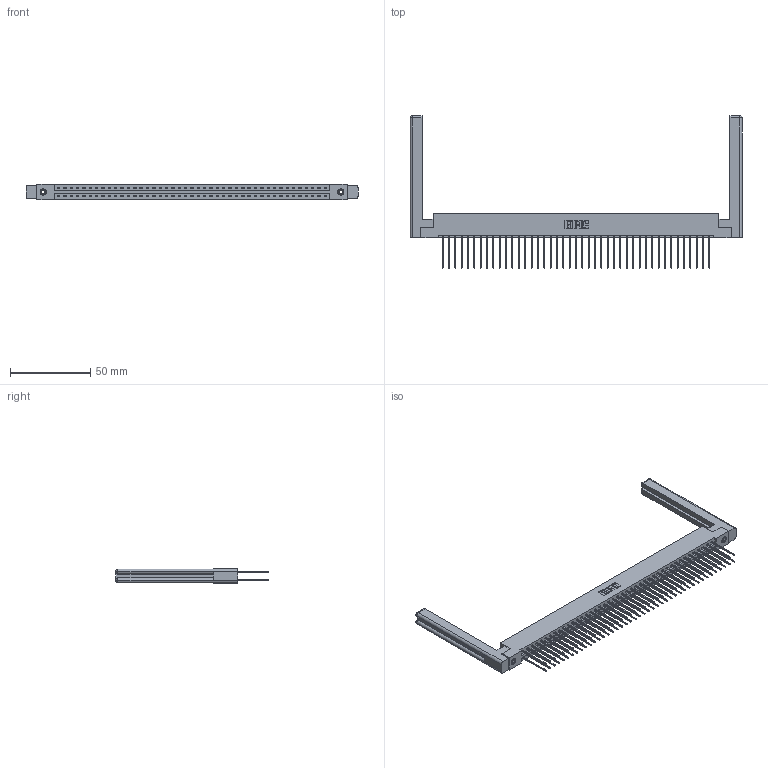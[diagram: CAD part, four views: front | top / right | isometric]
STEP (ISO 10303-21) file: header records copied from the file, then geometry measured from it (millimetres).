
FILE_DESCRIPTION (( 'STEP AP203' ), '1' );
FILE_NAME ('337-086-541-258.STEP', '2019-10-10T15:04:07', ( '' ), ( '' ), 'SwSTEP 2.0', 'SolidWorks 2016', '' );
FILE_SCHEMA (( 'CONFIG_CONTROL_DESIGN' ));
Length unit declared in the file: inch
Products named in the file (5): 337 Part_Flush Mounting Lugs - 0.156 Dia-TI; 307-220-058; 337-086-541-258; 345-250-001_345-250-001-102; 345-292-001_345-293-141
Assembly tree (91 placements, depth 2):
  337-086-541-258
    337 Part_Flush Mounting Lugs - 0.156 Dia-TI
    345-292-001_345-293-141  x86
    345-250-001_345-250-001-102  x2
    307-220-058  x2
Bounding box: 207.01 x 95.38 x 9.4 mm (x, y, z)
Volume: 29465.4 mm3; surface area: 32769.3 mm2
Topology: 91 solids, 91 shells, 4900 faces, 14511 edges, 9546 vertices
Faces by surface type: plane 3422, cylinder 1454, cone 12, torus 12
Entity records: 35862 total; most frequent: CARTESIAN_POINT 6049, ORIENTED_EDGE 5924, DIRECTION 5158, EDGE_CURVE 2962, VECTOR 2786, LINE 2786, VERTEX_POINT 1966, AXIS2_PLACEMENT_3D 1186
